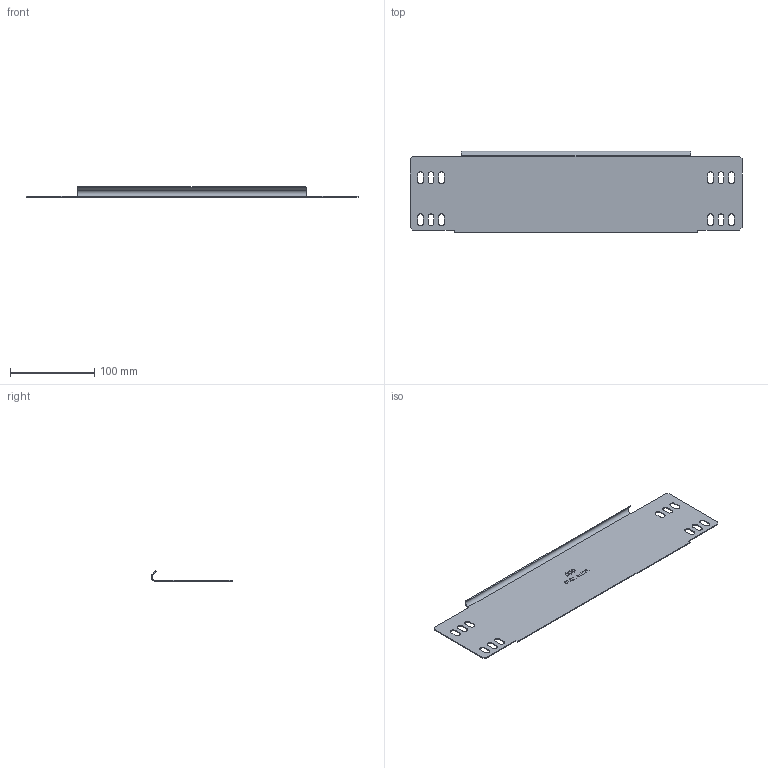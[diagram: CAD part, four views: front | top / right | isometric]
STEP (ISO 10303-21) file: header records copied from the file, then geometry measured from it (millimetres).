
FILE_DESCRIPTION(/* description */ (''),/* implementation_level */ '2;1');
FILE_NAME(/* name */ '7111806',/* time_stamp */ '2016-04-15T15:31:00+02:00',/* author */ (''),/* organization */ (''),/* preprocessor_version */ 'ST-DEVELOPER v15',/* originating_system */ '',/* authorisation */ '');
FILE_SCHEMA (('CONFIG_CONTROL_DESIGN'));
Length unit declared in the file: millimetre
Products named in the file (1): Document
Bounding box: 395 x 97 x 12.5 mm (x, y, z)
Volume: 39309.5 mm3; surface area: 79949.1 mm2
Topology: 1 solids, 1 shells, 268 faces, 728 edges, 484 vertices
Faces by surface type: plane 149, bspline 119
Entity records: 11009 total; most frequent: CARTESIAN_POINT 6255, ORIENTED_EDGE 1456, EDGE_CURVE 728, B_SPLINE_CURVE_WITH_KNOTS 584, VERTEX_POINT 484, EDGE_LOOP 314, ADVANCED_FACE 268, FACE_OUTER_BOUND 268
